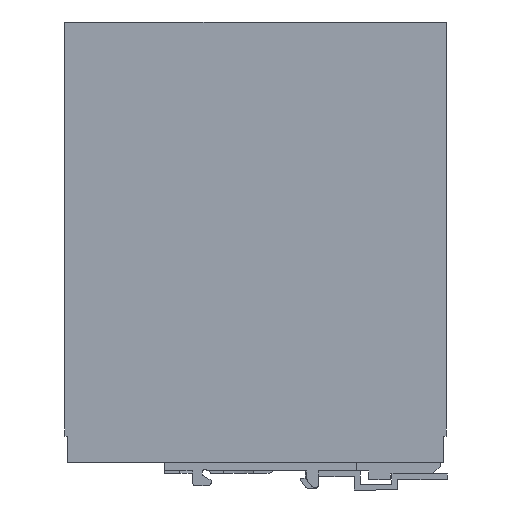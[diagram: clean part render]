
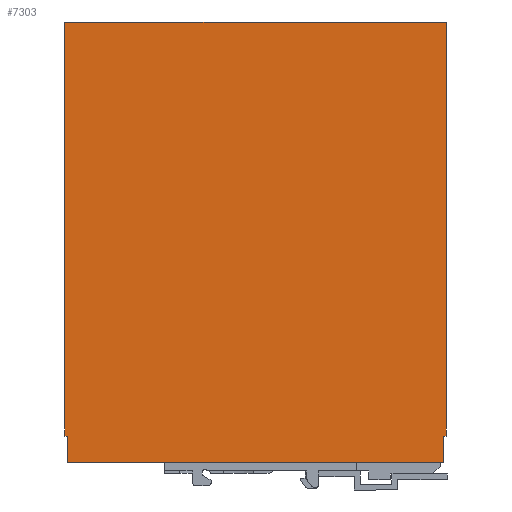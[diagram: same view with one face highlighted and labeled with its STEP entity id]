
A CAD part, left-side view. The second image highlights one B-rep face of the part: STEP entity #7303.
In plain terms, the highlighted planar face has unit normal (-1, 0, 0).
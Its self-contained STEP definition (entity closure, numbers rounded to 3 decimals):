
#7267=AXIS2_PLACEMENT_3D('Plane Axis2P3D',#7264,#7265,#7266) ;
#1184=CARTESIAN_POINT('Vertex',(0.,129.3,18.4)) ;
#1187=CARTESIAN_POINT('Line Origine',(0.,129.8,18.4)) ;
#1191=CARTESIAN_POINT('Vertex',(0.,130.3,18.4)) ;
#1232=CARTESIAN_POINT('Line Origine',(0.,0.3,88.9)) ;
#1236=CARTESIAN_POINT('Vertex',(0.,0.3,159.4)) ;
#1238=CARTESIAN_POINT('Vertex',(0.,0.3,18.4)) ;
#4251=CARTESIAN_POINT('Line Origine',(0.,0.8,18.4)) ;
#4255=CARTESIAN_POINT('Vertex',(0.,1.3,18.4)) ;
#4422=CARTESIAN_POINT('Line Origine',(0.,130.3,88.9)) ;
#4426=CARTESIAN_POINT('Vertex',(0.,130.3,159.4)) ;
#7264=CARTESIAN_POINT('Axis2P3D Location',(0.,65.3,84.5)) ;
#7269=CARTESIAN_POINT('Line Origine',(0.,65.3,159.4)) ;
#7274=CARTESIAN_POINT('Line Origine',(0.,129.3,13.95)) ;
#7278=CARTESIAN_POINT('Vertex',(0.,129.3,9.5)) ;
#7281=CARTESIAN_POINT('Line Origine',(0.,65.3,9.5)) ;
#7285=CARTESIAN_POINT('Vertex',(0.,1.3,9.5)) ;
#7288=CARTESIAN_POINT('Line Origine',(0.,1.3,13.95)) ;
#1188=DIRECTION('Vector Direction',(0.,-1.,0.)) ;
#1233=DIRECTION('Vector Direction',(0.,0.,-1.)) ;
#4252=DIRECTION('Vector Direction',(0.,1.,0.)) ;
#4423=DIRECTION('Vector Direction',(0.,0.,1.)) ;
#7265=DIRECTION('Axis2P3D Direction',(1.,0.,0.)) ;
#7266=DIRECTION('Axis2P3D XDirection',(0.,1.,0.)) ;
#7270=DIRECTION('Vector Direction',(0.,-1.,0.)) ;
#7275=DIRECTION('Vector Direction',(0.,0.,-1.)) ;
#7282=DIRECTION('Vector Direction',(0.,1.,0.)) ;
#7289=DIRECTION('Vector Direction',(0.,0.,-1.)) ;
#1189=VECTOR('Line Direction',#1188,1.) ;
#1234=VECTOR('Line Direction',#1233,1.) ;
#4253=VECTOR('Line Direction',#4252,1.) ;
#4424=VECTOR('Line Direction',#4423,1.) ;
#7271=VECTOR('Line Direction',#7270,1.) ;
#7276=VECTOR('Line Direction',#7275,1.) ;
#7283=VECTOR('Line Direction',#7282,1.) ;
#7290=VECTOR('Line Direction',#7289,1.) ;
#7294=ORIENTED_EDGE('',*,*,#7273,.F.) ;
#7295=ORIENTED_EDGE('',*,*,#4428,.F.) ;
#7296=ORIENTED_EDGE('',*,*,#1193,.T.) ;
#7297=ORIENTED_EDGE('',*,*,#7280,.T.) ;
#7298=ORIENTED_EDGE('',*,*,#7287,.F.) ;
#7299=ORIENTED_EDGE('',*,*,#7292,.F.) ;
#7300=ORIENTED_EDGE('',*,*,#4257,.F.) ;
#7301=ORIENTED_EDGE('',*,*,#1240,.F.) ;
#7303=ADVANCED_FACE('GEHAEUSE',(#7302),#7268,.F.) ;
#1193=EDGE_CURVE('',#1192,#1185,#1190,.T.) ;
#1240=EDGE_CURVE('',#1237,#1239,#1235,.T.) ;
#4257=EDGE_CURVE('',#1239,#4256,#4254,.T.) ;
#4428=EDGE_CURVE('',#1192,#4427,#4425,.T.) ;
#7273=EDGE_CURVE('',#4427,#1237,#7272,.T.) ;
#7280=EDGE_CURVE('',#1185,#7279,#7277,.T.) ;
#7287=EDGE_CURVE('',#7286,#7279,#7284,.T.) ;
#7292=EDGE_CURVE('',#4256,#7286,#7291,.T.) ;
#7293=EDGE_LOOP('',(#7294,#7295,#7296,#7297,#7298,#7299,#7300,#7301)) ;
#7302=FACE_OUTER_BOUND('',#7293,.T.) ;
#1190=LINE('Line',#1187,#1189) ;
#1235=LINE('Line',#1232,#1234) ;
#4254=LINE('Line',#4251,#4253) ;
#4425=LINE('Line',#4422,#4424) ;
#7272=LINE('Line',#7269,#7271) ;
#7277=LINE('Line',#7274,#7276) ;
#7284=LINE('Line',#7281,#7283) ;
#7291=LINE('Line',#7288,#7290) ;
#7268=PLANE('',#7267) ;
#1185=VERTEX_POINT('',#1184) ;
#1192=VERTEX_POINT('',#1191) ;
#1237=VERTEX_POINT('',#1236) ;
#1239=VERTEX_POINT('',#1238) ;
#4256=VERTEX_POINT('',#4255) ;
#4427=VERTEX_POINT('',#4426) ;
#7279=VERTEX_POINT('',#7278) ;
#7286=VERTEX_POINT('',#7285) ;
